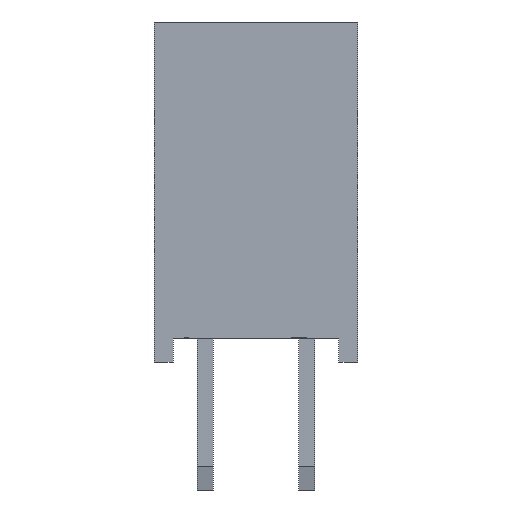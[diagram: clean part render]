
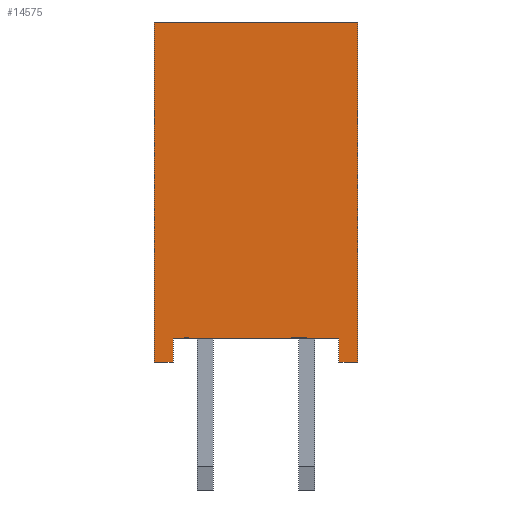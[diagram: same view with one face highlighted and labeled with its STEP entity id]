
A CAD part, left-side view. The second image highlights one B-rep face of the part: STEP entity #14575.
In plain terms, the highlighted planar face has unit normal (-1, 0, 0).
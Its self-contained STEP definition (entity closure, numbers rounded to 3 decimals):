
#96 = VERTEX_POINT ( 'NONE', #35250 ) ;
#409 = CARTESIAN_POINT ( 'NONE',  ( -1.27, 2.07, 0.6 ) ) ;
#550 = CARTESIAN_POINT ( 'NONE',  ( -1.27, -2.07, 0. ) ) ;
#969 = VERTEX_POINT ( 'NONE', #30431 ) ;
#1209 = LINE ( 'NONE', #14514, #28105 ) ;
#1873 = CARTESIAN_POINT ( 'NONE',  ( -1.27, 2.07, 0. ) ) ;
#3261 = DIRECTION ( 'NONE',  ( 0., -1., 0. ) ) ;
#3459 = CARTESIAN_POINT ( 'NONE',  ( -1.27, 2.54, 0. ) ) ;
#4873 = DIRECTION ( 'NONE',  ( 0., 0., 1. ) ) ;
#5345 = LINE ( 'NONE', #9241, #34884 ) ;
#6346 = DIRECTION ( 'NONE',  ( 0., 0., -1. ) ) ;
#6719 = VERTEX_POINT ( 'NONE', #1873 ) ;
#6777 = CARTESIAN_POINT ( 'NONE',  ( -1.27, 2.54, 8.5 ) ) ;
#7255 = VECTOR ( 'NONE', #4873, 1000. ) ;
#7747 = ORIENTED_EDGE ( 'NONE', *, *, #9940, .T. ) ;
#8565 = LINE ( 'NONE', #32714, #7255 ) ;
#8580 = EDGE_LOOP ( 'NONE', ( #15419, #25372, #12244, #19871, #26045, #38522, #7747, #20020 ) ) ;
#8846 = LINE ( 'NONE', #27485, #12223 ) ;
#9241 = CARTESIAN_POINT ( 'NONE',  ( -1.27, 2.54, 0. ) ) ;
#9515 = CARTESIAN_POINT ( 'NONE',  ( -1.27, 2.54, 8.5 ) ) ;
#9733 = VECTOR ( 'NONE', #29116, 1000. ) ;
#9831 = EDGE_CURVE ( 'NONE', #969, #34179, #27046, .T. ) ;
#9940 = EDGE_CURVE ( 'NONE', #20956, #6719, #37957, .T. ) ;
#12223 = VECTOR ( 'NONE', #27283, 1000. ) ;
#12244 = ORIENTED_EDGE ( 'NONE', *, *, #14697, .T. ) ;
#13410 = VECTOR ( 'NONE', #6346, 1000. ) ;
#14514 = CARTESIAN_POINT ( 'NONE',  ( -1.27, 2.54, 8.5 ) ) ;
#14570 = DIRECTION ( 'NONE',  ( 0., -1., 0. ) ) ;
#14575 = ADVANCED_FACE ( 'NONE', ( #21381 ), #18354, .F. ) ;
#14697 = EDGE_CURVE ( 'NONE', #22439, #19316, #5345, .T. ) ;
#14871 = EDGE_CURVE ( 'NONE', #34179, #6719, #25203, .T. ) ;
#15419 = ORIENTED_EDGE ( 'NONE', *, *, #9831, .F. ) ;
#15790 = CARTESIAN_POINT ( 'NONE',  ( -1.27, -2.54, 0. ) ) ;
#17430 = DIRECTION ( 'NONE',  ( 0., 1., 0. ) ) ;
#18354 = PLANE ( 'NONE',  #19913 ) ;
#19057 = CARTESIAN_POINT ( 'NONE',  ( -1.27, -2.54, 8.5 ) ) ;
#19316 = VERTEX_POINT ( 'NONE', #15790 ) ;
#19871 = ORIENTED_EDGE ( 'NONE', *, *, #26727, .F. ) ;
#19913 = AXIS2_PLACEMENT_3D ( 'NONE', #9515, #37449, #28341 ) ;
#20020 = ORIENTED_EDGE ( 'NONE', *, *, #14871, .F. ) ;
#20956 = VERTEX_POINT ( 'NONE', #21531 ) ;
#21381 = FACE_OUTER_BOUND ( 'NONE', #8580, .T. ) ;
#21475 = EDGE_CURVE ( 'NONE', #22439, #969, #8565, .T. ) ;
#21531 = CARTESIAN_POINT ( 'NONE',  ( -1.27, 2.54, 0. ) ) ;
#21537 = CARTESIAN_POINT ( 'NONE',  ( -1.27, 2.07, 0.6 ) ) ;
#22439 = VERTEX_POINT ( 'NONE', #550 ) ;
#23142 = CARTESIAN_POINT ( 'NONE',  ( -1.27, 0.47, 0.6 ) ) ;
#23324 = DIRECTION ( 'NONE',  ( 0., -1., 0. ) ) ;
#25203 = LINE ( 'NONE', #409, #13410 ) ;
#25372 = ORIENTED_EDGE ( 'NONE', *, *, #21475, .F. ) ;
#26045 = ORIENTED_EDGE ( 'NONE', *, *, #28344, .F. ) ;
#26727 = EDGE_CURVE ( 'NONE', #36399, #19316, #8846, .T. ) ;
#27046 = LINE ( 'NONE', #23142, #36063 ) ;
#27283 = DIRECTION ( 'NONE',  ( 0., 0., -1. ) ) ;
#27485 = CARTESIAN_POINT ( 'NONE',  ( -1.27, -2.54, 8.5 ) ) ;
#28105 = VECTOR ( 'NONE', #23324, 1000. ) ;
#28341 = DIRECTION ( 'NONE',  ( 0., 0., -1. ) ) ;
#28344 = EDGE_CURVE ( 'NONE', #96, #36399, #1209, .T. ) ;
#29042 = EDGE_CURVE ( 'NONE', #96, #20956, #35183, .T. ) ;
#29116 = DIRECTION ( 'NONE',  ( 0., 0., -1. ) ) ;
#30431 = CARTESIAN_POINT ( 'NONE',  ( -1.27, -2.07, 0.6 ) ) ;
#32714 = CARTESIAN_POINT ( 'NONE',  ( -1.27, -2.07, 0.6 ) ) ;
#33502 = VECTOR ( 'NONE', #3261, 1000. ) ;
#34179 = VERTEX_POINT ( 'NONE', #21537 ) ;
#34884 = VECTOR ( 'NONE', #14570, 1000. ) ;
#35183 = LINE ( 'NONE', #6777, #9733 ) ;
#35250 = CARTESIAN_POINT ( 'NONE',  ( -1.27, 2.54, 8.5 ) ) ;
#36063 = VECTOR ( 'NONE', #17430, 1000. ) ;
#36399 = VERTEX_POINT ( 'NONE', #19057 ) ;
#37449 = DIRECTION ( 'NONE',  ( 1., 0., 0. ) ) ;
#37957 = LINE ( 'NONE', #3459, #33502 ) ;
#38522 = ORIENTED_EDGE ( 'NONE', *, *, #29042, .T. ) ;
